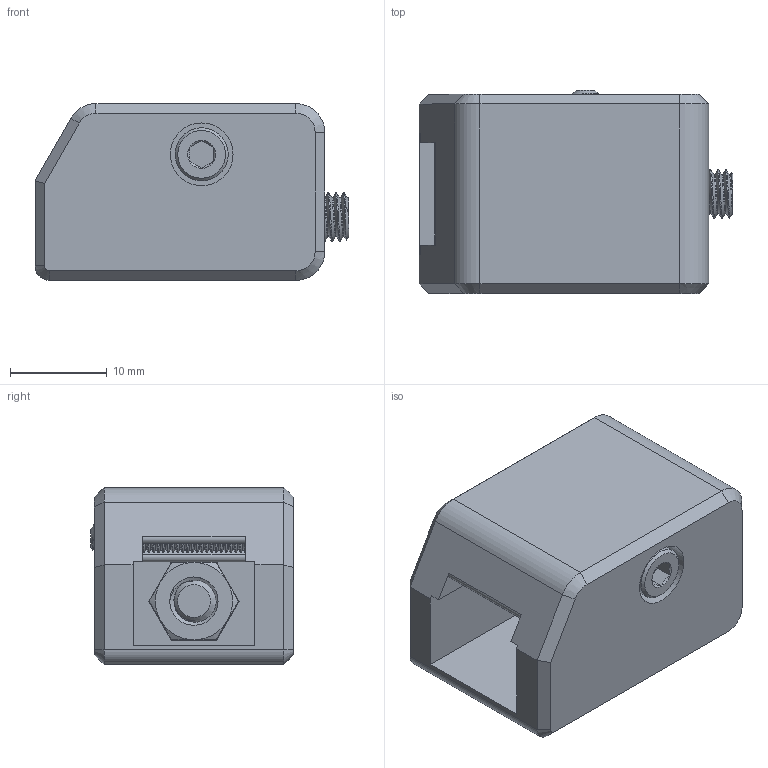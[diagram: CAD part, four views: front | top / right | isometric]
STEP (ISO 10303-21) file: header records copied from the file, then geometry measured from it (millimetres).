
FILE_DESCRIPTION(/* description */ (''),/* implementation_level */ '2;1');
FILE_NAME(/* name */ 'FuckIO_BeltTensioner.step',/* time_stamp */ '2021-06-26T22:19:11+02:00',/* author */ (''),/* organization */ (''),/* preprocessor_version */ 'ST-DEVELOPER v18.1',/* originating_system */ 'Autodesk Translation Framework v10.9.0.1377',/* authorisation */ '');
FILE_SCHEMA (('AUTOMOTIVE_DESIGN { 1 0 10303 214 3 1 1 }'));
Length unit declared in the file: millimetre
Products named in the file (5): FuckIO Lite_Belt Tensioner; 91828A211; 91292A029; 91828A241; 92605A235
Assembly tree (4 placements, depth 2):
  FuckIO Lite_Belt Tensioner
    91828A211
    91292A029
    91828A241
    92605A235
Bounding box: 32.5 x 21 x 18.3 mm (x, y, z)
Volume: 7941.9 mm3; surface area: 5143.2 mm2
Topology: 5 solids, 5 shells, 284 faces, 732 edges, 462 vertices
Faces by surface type: cylinder 138, plane 81, cone 57, bspline 8
Full cylindrical faces by diameter (mm): 2.35 x38, 3 x39, 3.4 x2, 3.961 x3, 4.03 x13, 5 x16, 5.5 x2, 6.5 x1
Entity records: 19679 total; most frequent: CARTESIAN_POINT 13321, ORIENTED_EDGE 1462, DIRECTION 1076, EDGE_CURVE 731, VERTEX_POINT 462, AXIS2_PLACEMENT_3D 393, EDGE_LOOP 299, LINE 290
